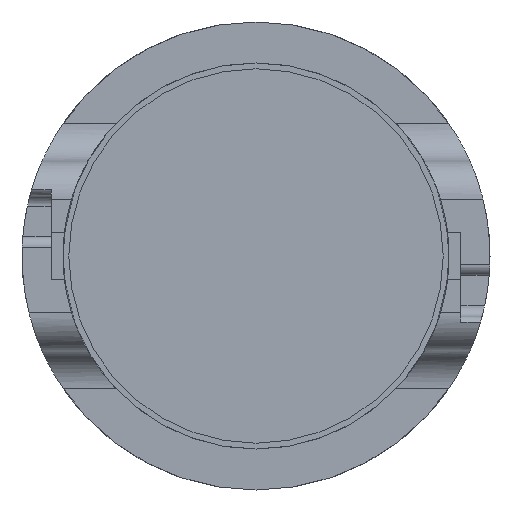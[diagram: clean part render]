
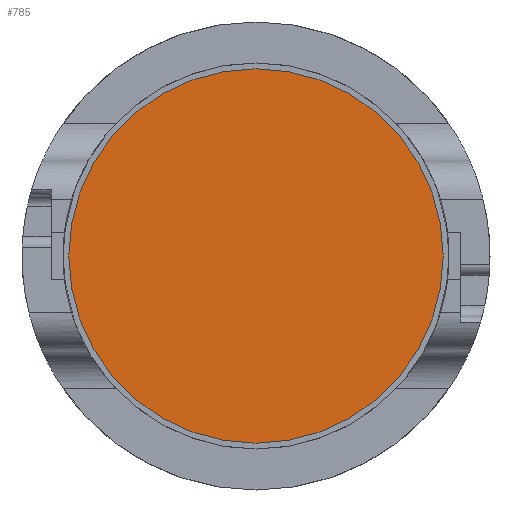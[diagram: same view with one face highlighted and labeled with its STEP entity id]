
A CAD part, front view. The second image highlights one B-rep face of the part: STEP entity #785.
In plain terms, the highlighted planar face has unit normal (0, -1, 0).
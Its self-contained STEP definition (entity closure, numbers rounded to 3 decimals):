
#161 = DIRECTION ( 'NONE',  ( 0., 1., 0. ) ) ;
#317 = FACE_OUTER_BOUND ( 'NONE', #2126, .T. ) ;
#323 = AXIS2_PLACEMENT_3D ( 'NONE', #843, #161, #1792 ) ;
#437 = AXIS2_PLACEMENT_3D ( 'NONE', #514, #1065, #2350 ) ;
#507 = ORIENTED_EDGE ( 'NONE', *, *, #789, .F. ) ;
#514 = CARTESIAN_POINT ( 'NONE',  ( 0., 21., 0. ) ) ;
#785 = ADVANCED_FACE ( 'NONE', ( #317 ), #1418, .F. ) ;
#789 = EDGE_CURVE ( 'NONE', #952, #2101, #2258, .T. ) ;
#843 = CARTESIAN_POINT ( 'NONE',  ( 0., 21., 0. ) ) ;
#845 = EDGE_CURVE ( 'NONE', #2101, #952, #1240, .T. ) ;
#952 = VERTEX_POINT ( 'NONE', #1374 ) ;
#958 = CARTESIAN_POINT ( 'NONE',  ( 0., 21., -16. ) ) ;
#1065 = DIRECTION ( 'NONE',  ( 0., 1., 0. ) ) ;
#1123 = AXIS2_PLACEMENT_3D ( 'NONE', #1267, #2005, #1409 ) ;
#1240 = CIRCLE ( 'NONE', #323, 16. ) ;
#1267 = CARTESIAN_POINT ( 'NONE',  ( 0., 21., 0. ) ) ;
#1374 = CARTESIAN_POINT ( 'NONE',  ( 0., 21., 16. ) ) ;
#1409 = DIRECTION ( 'NONE',  ( 0., 0., 1. ) ) ;
#1418 = PLANE ( 'NONE',  #1123 ) ;
#1792 = DIRECTION ( 'NONE',  ( 0., 0., 1. ) ) ;
#2005 = DIRECTION ( 'NONE',  ( 0., 1., 0. ) ) ;
#2101 = VERTEX_POINT ( 'NONE', #958 ) ;
#2126 = EDGE_LOOP ( 'NONE', ( #507, #2226 ) ) ;
#2226 = ORIENTED_EDGE ( 'NONE', *, *, #845, .F. ) ;
#2258 = CIRCLE ( 'NONE', #437, 16. ) ;
#2350 = DIRECTION ( 'NONE',  ( 0., 0., 1. ) ) ;
